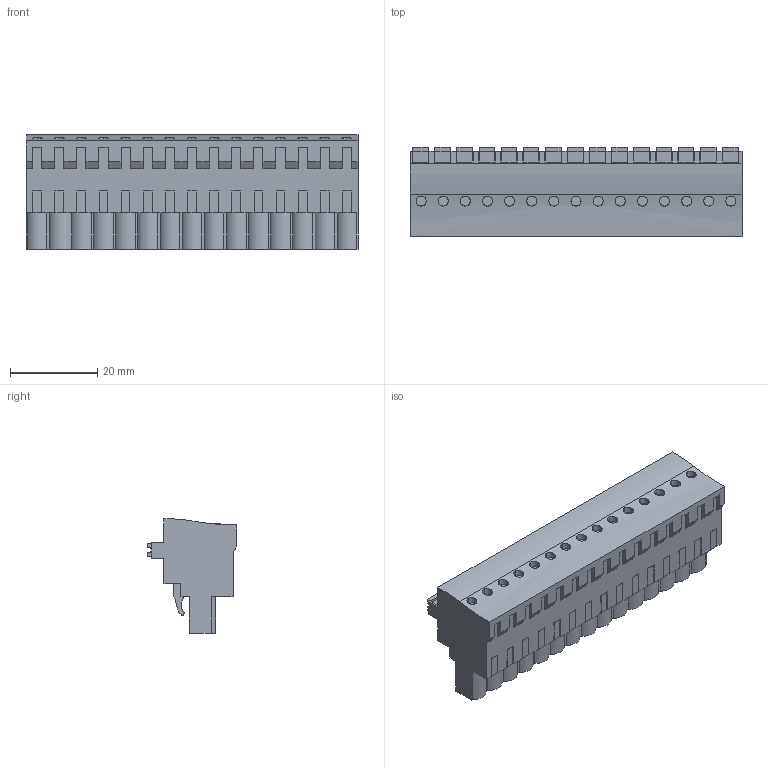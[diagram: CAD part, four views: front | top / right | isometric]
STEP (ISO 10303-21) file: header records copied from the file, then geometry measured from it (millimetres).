
FILE_DESCRIPTION(('CATIA V5 STEP Exchange','CAx-IF Rec.Pracs.--- Model Styling and Organization---1.2---2011-12-15'),'2;1');
FILE_NAME ('D1446269_0_1001660000_1001660000.stp','2017-09-08T12:01:03+00:00',('none'),('Weidmueller'),'CATIA Version 5-6 Release 2014','CATIA V5 STEP AP214','none');
FILE_SCHEMA(('AUTOMOTIVE_DESIGN { 1 0 10303 214 1 1 1 1 }'));
Length unit declared in the file: millimetre
Products named in the file (1): 1001660000
Bounding box: 76.2 x 20.64 x 26.24 mm (x, y, z)
Volume: 23232.2 mm3; surface area: 9883.4 mm2
Topology: 16 solids, 16 shells, 977 faces, 2820 edges, 1935 vertices
Faces by surface type: plane 789, cylinder 180, extrusion 8
Entity records: 29740 total; most frequent: CARTESIAN_POINT 5799, ORIENTED_EDGE 5640, DIRECTION 3789, EDGE_CURVE 2820, VECTOR 2389, LINE 2381, VERTEX_POINT 1935, EDGE_LOOP 1037
